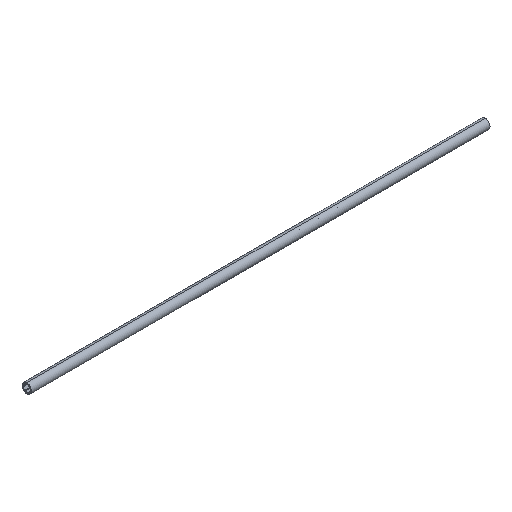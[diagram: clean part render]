
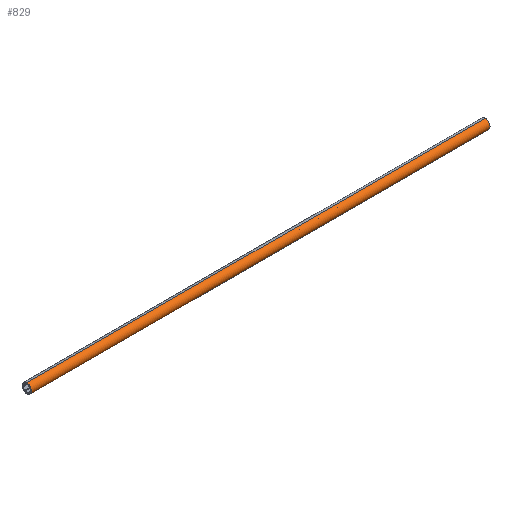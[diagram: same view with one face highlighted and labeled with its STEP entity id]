
A CAD part, isometric view. The second image highlights one B-rep face of the part: STEP entity #829.
In plain terms, the highlighted cylindrical face has radius 9.512 mm (diameter 19.025 mm), a partial arc.
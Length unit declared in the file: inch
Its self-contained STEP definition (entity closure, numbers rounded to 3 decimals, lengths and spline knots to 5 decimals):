
#29 = AXIS2_PLACEMENT_3D ( 'NONE', #539, #198, #122 ) ;
#49 = VERTEX_POINT ( 'NONE', #976 ) ;
#57 = DIRECTION ( 'NONE',  ( -1., 0., 0. ) ) ;
#122 = DIRECTION ( 'NONE',  ( 0., 0., -1. ) ) ;
#127 = VECTOR ( 'NONE', #720, 39.37008 ) ;
#165 = VERTEX_POINT ( 'NONE', #681 ) ;
#178 = CARTESIAN_POINT ( 'NONE',  ( -18., 0., 0.3745 ) ) ;
#195 = VECTOR ( 'NONE', #380, 39.37008 ) ;
#198 = DIRECTION ( 'NONE',  ( 1., 0., 0. ) ) ;
#228 = ORIENTED_EDGE ( 'NONE', *, *, #1016, .F. ) ;
#237 = CARTESIAN_POINT ( 'NONE',  ( -18., 0., -0.3745 ) ) ;
#290 = LINE ( 'NONE', #775, #195 ) ;
#295 = AXIS2_PLACEMENT_3D ( 'NONE', #394, #787, #486 ) ;
#296 = EDGE_CURVE ( 'NONE', #478, #330, #432, .T. ) ;
#317 = CYLINDRICAL_SURFACE ( 'NONE', #805, 0.3745 ) ;
#327 = LINE ( 'NONE', #626, #127 ) ;
#330 = VERTEX_POINT ( 'NONE', #237 ) ;
#337 = ORIENTED_EDGE ( 'NONE', *, *, #619, .F. ) ;
#380 = DIRECTION ( 'NONE',  ( -1., 0., 0. ) ) ;
#394 = CARTESIAN_POINT ( 'NONE',  ( -18., 0., 0. ) ) ;
#432 = CIRCLE ( 'NONE', #295, 0.3745 ) ;
#478 = VERTEX_POINT ( 'NONE', #178 ) ;
#479 = CARTESIAN_POINT ( 'NONE',  ( 18., 0., 0. ) ) ;
#486 = DIRECTION ( 'NONE',  ( 0., 0., -1. ) ) ;
#539 = CARTESIAN_POINT ( 'NONE',  ( 18., 0., 0. ) ) ;
#549 = ORIENTED_EDGE ( 'NONE', *, *, #816, .T. ) ;
#619 = EDGE_CURVE ( 'NONE', #49, #330, #290, .T. ) ;
#626 = CARTESIAN_POINT ( 'NONE',  ( 18., 0., 0.3745 ) ) ;
#681 = CARTESIAN_POINT ( 'NONE',  ( 18., 0., 0.3745 ) ) ;
#719 = EDGE_LOOP ( 'NONE', ( #337, #228, #549, #1036 ) ) ;
#720 = DIRECTION ( 'NONE',  ( -1., 0., 0. ) ) ;
#775 = CARTESIAN_POINT ( 'NONE',  ( 18., 0., -0.3745 ) ) ;
#787 = DIRECTION ( 'NONE',  ( 1., 0., 0. ) ) ;
#805 = AXIS2_PLACEMENT_3D ( 'NONE', #479, #57, #1032 ) ;
#816 = EDGE_CURVE ( 'NONE', #165, #478, #327, .T. ) ;
#829 = ADVANCED_FACE ( 'NONE', ( #1037 ), #317, .T. ) ;
#943 = CIRCLE ( 'NONE', #29, 0.3745 ) ;
#976 = CARTESIAN_POINT ( 'NONE',  ( 18., 0., -0.3745 ) ) ;
#1016 = EDGE_CURVE ( 'NONE', #165, #49, #943, .T. ) ;
#1032 = DIRECTION ( 'NONE',  ( 0., 0., 1. ) ) ;
#1036 = ORIENTED_EDGE ( 'NONE', *, *, #296, .T. ) ;
#1037 = FACE_OUTER_BOUND ( 'NONE', #719, .T. ) ;
